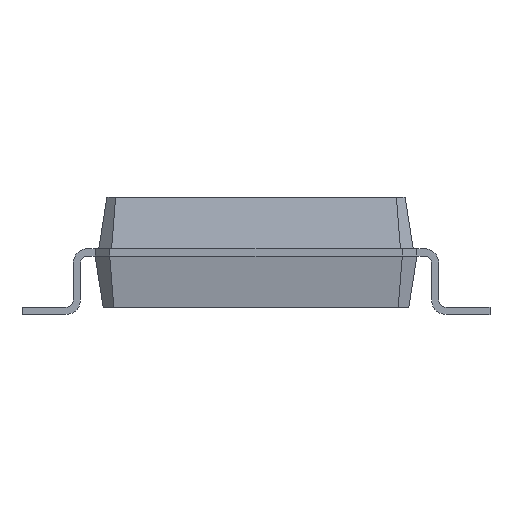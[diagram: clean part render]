
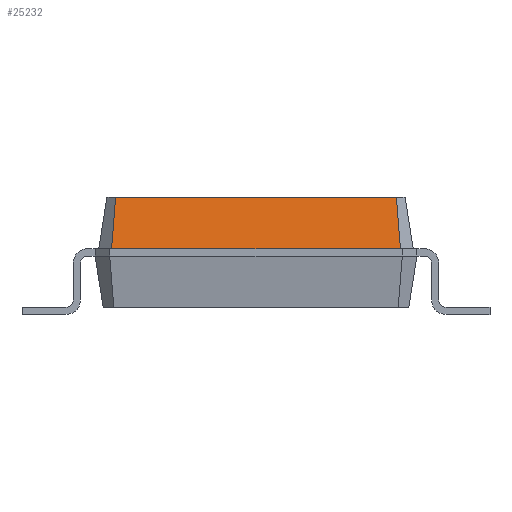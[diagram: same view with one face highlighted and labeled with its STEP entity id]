
A CAD part, front view. The second image highlights one B-rep face of the part: STEP entity #25232.
In plain terms, the highlighted free-form (B-spline) face has degree [1, 1] with [2, 2] control points.
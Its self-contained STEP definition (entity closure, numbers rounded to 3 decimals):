
#6231 = B_SPLINE_SURFACE_WITH_KNOTS('',1,1,(
(#6232,#6233)
,(#6234,#6235
)),.UNSPECIFIED.,.F.,.F.,.F.,(2,2),(2,2),(0.,0.247),(0.,1.)
,.PIECEWISE_BEZIER_KNOTS.);
#6232 = CARTESIAN_POINT('',(2.15,-4.625,0.9));
#6233 = CARTESIAN_POINT('',(2.039,-4.57,1.6));
#6234 = CARTESIAN_POINT('',(1.975,-4.8,0.9));
#6235 = CARTESIAN_POINT('',(1.92,-4.689,1.6));
#6258 = PLANE('',#6259);
#6259 = AXIS2_PLACEMENT_3D('',#6260,#6261,#6262);
#6260 = CARTESIAN_POINT('',(-1.92,4.689,1.6));
#6261 = DIRECTION('',(0.,0.,1.));
#6262 = DIRECTION('',(0.379,-0.925,0.));
#18482 = VERTEX_POINT('',#18483);
#18483 = CARTESIAN_POINT('',(1.975,-4.8,0.9));
#18503 = EDGE_CURVE('',#18482,#18504,#18506,.T.);
#18504 = VERTEX_POINT('',#18505);
#18505 = CARTESIAN_POINT('',(1.92,-4.689,1.6));
#18506 = SURFACE_CURVE('',#18507,(#18510,#18517),.PCURVE_S1.);
#18507 = B_SPLINE_CURVE_WITH_KNOTS('',1,(#18508,#18509),.UNSPECIFIED.,
.F.,.F.,(2,2),(0.,1.),.PIECEWISE_BEZIER_KNOTS.);
#18508 = CARTESIAN_POINT('',(1.975,-4.8,0.9));
#18509 = CARTESIAN_POINT('',(1.92,-4.689,1.6));
#18510 = PCURVE('',#6231,#18511);
#18511 = DEFINITIONAL_REPRESENTATION('',(#18512),#18516);
#18512 = LINE('',#18513,#18514);
#18513 = CARTESIAN_POINT('',(0.247,0.));
#18514 = VECTOR('',#18515,1.);
#18515 = DIRECTION('',(0.,1.));
#18516 = ( GEOMETRIC_REPRESENTATION_CONTEXT(2)
PARAMETRIC_REPRESENTATION_CONTEXT() REPRESENTATION_CONTEXT('2D SPACE',''
) );
#18517 = PCURVE('',#18518,#18523);
#18518 = B_SPLINE_SURFACE_WITH_KNOTS('',1,1,(
(#18519,#18520)
,(#18521,#18522
)),.UNSPECIFIED.,.F.,.F.,.F.,(2,2),(2,2),(0.,3.95),(0.,1.),
.PIECEWISE_BEZIER_KNOTS.);
#18519 = CARTESIAN_POINT('',(1.975,-4.8,0.9));
#18520 = CARTESIAN_POINT('',(1.92,-4.689,1.6));
#18521 = CARTESIAN_POINT('',(-1.975,-4.8,0.9));
#18522 = CARTESIAN_POINT('',(-1.92,-4.689,1.6));
#18523 = DEFINITIONAL_REPRESENTATION('',(#18524),#18528);
#18524 = LINE('',#18525,#18526);
#18525 = CARTESIAN_POINT('',(0.,0.));
#18526 = VECTOR('',#18527,1.);
#18527 = DIRECTION('',(0.,1.));
#18528 = ( GEOMETRIC_REPRESENTATION_CONTEXT(2)
PARAMETRIC_REPRESENTATION_CONTEXT() REPRESENTATION_CONTEXT('2D SPACE',''
) );
#18638 = VERTEX_POINT('',#18639);
#18639 = CARTESIAN_POINT('',(-1.92,-4.689,1.6));
#18653 = B_SPLINE_SURFACE_WITH_KNOTS('',1,1,(
(#18654,#18655)
,(#18656,#18657
)),.UNSPECIFIED.,.F.,.F.,.F.,(2,2),(2,2),(0.,0.247),(0.,1.)
,.PIECEWISE_BEZIER_KNOTS.);
#18654 = CARTESIAN_POINT('',(-1.975,-4.8,0.9));
#18655 = CARTESIAN_POINT('',(-1.92,-4.689,1.6));
#18656 = CARTESIAN_POINT('',(-2.15,-4.625,0.9));
#18657 = CARTESIAN_POINT('',(-2.039,-4.57,1.6));
#18664 = EDGE_CURVE('',#18504,#18638,#18665,.T.);
#18665 = SURFACE_CURVE('',#18666,(#18670,#18677),.PCURVE_S1.);
#18666 = LINE('',#18667,#18668);
#18667 = CARTESIAN_POINT('',(1.92,-4.689,1.6));
#18668 = VECTOR('',#18669,1.);
#18669 = DIRECTION('',(-1.,0.,0.));
#18670 = PCURVE('',#6258,#18671);
#18671 = DEFINITIONAL_REPRESENTATION('',(#18672),#18676);
#18672 = LINE('',#18673,#18674);
#18673 = CARTESIAN_POINT('',(10.134,0.));
#18674 = VECTOR('',#18675,1.);
#18675 = DIRECTION('',(-0.379,-0.925));
#18676 = ( GEOMETRIC_REPRESENTATION_CONTEXT(2)
PARAMETRIC_REPRESENTATION_CONTEXT() REPRESENTATION_CONTEXT('2D SPACE',''
) );
#18677 = PCURVE('',#18518,#18678);
#18678 = DEFINITIONAL_REPRESENTATION('',(#18679),#18682);
#18679 = B_SPLINE_CURVE_WITH_KNOTS('',1,(#18680,#18681),.UNSPECIFIED.,
.F.,.F.,(2,2),(0.,3.839),.PIECEWISE_BEZIER_KNOTS.);
#18680 = CARTESIAN_POINT('',(0.,1.));
#18681 = CARTESIAN_POINT('',(3.95,1.));
#18682 = ( GEOMETRIC_REPRESENTATION_CONTEXT(2)
PARAMETRIC_REPRESENTATION_CONTEXT() REPRESENTATION_CONTEXT('2D SPACE',''
) );
#18997 = B_SPLINE_SURFACE_WITH_KNOTS('',1,1,(
(#18998,#18999)
,(#19000,#19001
)),.UNSPECIFIED.,.F.,.F.,.F.,(2,2),(2,2),(0.,4.),(0.,1.),
.PIECEWISE_BEZIER_KNOTS.);
#18998 = CARTESIAN_POINT('',(2.,-4.85,0.9));
#18999 = CARTESIAN_POINT('',(1.975,-4.8,0.9));
#19000 = CARTESIAN_POINT('',(-2.,-4.85,0.9));
#19001 = CARTESIAN_POINT('',(-1.975,-4.8,0.9));
#25232 = ADVANCED_FACE('',(#25233),#18518,.F.);
#25233 = FACE_BOUND('',#25234,.F.);
#25234 = EDGE_LOOP('',(#25235,#25257,#25277,#25278));
#25235 = ORIENTED_EDGE('',*,*,#25236,.T.);
#25236 = EDGE_CURVE('',#18482,#25237,#25239,.T.);
#25237 = VERTEX_POINT('',#25238);
#25238 = CARTESIAN_POINT('',(-1.975,-4.8,0.9));
#25239 = SURFACE_CURVE('',#25240,(#25244,#25251),.PCURVE_S1.);
#25240 = LINE('',#25241,#25242);
#25241 = CARTESIAN_POINT('',(1.975,-4.8,0.9));
#25242 = VECTOR('',#25243,1.);
#25243 = DIRECTION('',(-1.,0.,0.));
#25244 = PCURVE('',#18518,#25245);
#25245 = DEFINITIONAL_REPRESENTATION('',(#25246),#25250);
#25246 = LINE('',#25247,#25248);
#25247 = CARTESIAN_POINT('',(0.,0.));
#25248 = VECTOR('',#25249,1.);
#25249 = DIRECTION('',(1.,0.));
#25250 = ( GEOMETRIC_REPRESENTATION_CONTEXT(2)
PARAMETRIC_REPRESENTATION_CONTEXT() REPRESENTATION_CONTEXT('2D SPACE',''
) );
#25251 = PCURVE('',#18997,#25252);
#25252 = DEFINITIONAL_REPRESENTATION('',(#25253),#25256);
#25253 = B_SPLINE_CURVE_WITH_KNOTS('',1,(#25254,#25255),.UNSPECIFIED.,
.F.,.F.,(2,2),(0.,3.95),.PIECEWISE_BEZIER_KNOTS.);
#25254 = CARTESIAN_POINT('',(0.,1.));
#25255 = CARTESIAN_POINT('',(4.,1.));
#25256 = ( GEOMETRIC_REPRESENTATION_CONTEXT(2)
PARAMETRIC_REPRESENTATION_CONTEXT() REPRESENTATION_CONTEXT('2D SPACE',''
) );
#25257 = ORIENTED_EDGE('',*,*,#25258,.T.);
#25258 = EDGE_CURVE('',#25237,#18638,#25259,.T.);
#25259 = SURFACE_CURVE('',#25260,(#25263,#25270),.PCURVE_S1.);
#25260 = B_SPLINE_CURVE_WITH_KNOTS('',1,(#25261,#25262),.UNSPECIFIED.,
.F.,.F.,(2,2),(0.,1.),.PIECEWISE_BEZIER_KNOTS.);
#25261 = CARTESIAN_POINT('',(-1.975,-4.8,0.9));
#25262 = CARTESIAN_POINT('',(-1.92,-4.689,1.6));
#25263 = PCURVE('',#18518,#25264);
#25264 = DEFINITIONAL_REPRESENTATION('',(#25265),#25269);
#25265 = LINE('',#25266,#25267);
#25266 = CARTESIAN_POINT('',(3.95,0.));
#25267 = VECTOR('',#25268,1.);
#25268 = DIRECTION('',(0.,1.));
#25269 = ( GEOMETRIC_REPRESENTATION_CONTEXT(2)
PARAMETRIC_REPRESENTATION_CONTEXT() REPRESENTATION_CONTEXT('2D SPACE',''
) );
#25270 = PCURVE('',#18653,#25271);
#25271 = DEFINITIONAL_REPRESENTATION('',(#25272),#25276);
#25272 = LINE('',#25273,#25274);
#25273 = CARTESIAN_POINT('',(0.,0.));
#25274 = VECTOR('',#25275,1.);
#25275 = DIRECTION('',(0.,1.));
#25276 = ( GEOMETRIC_REPRESENTATION_CONTEXT(2)
PARAMETRIC_REPRESENTATION_CONTEXT() REPRESENTATION_CONTEXT('2D SPACE',''
) );
#25277 = ORIENTED_EDGE('',*,*,#18664,.F.);
#25278 = ORIENTED_EDGE('',*,*,#18503,.F.);
